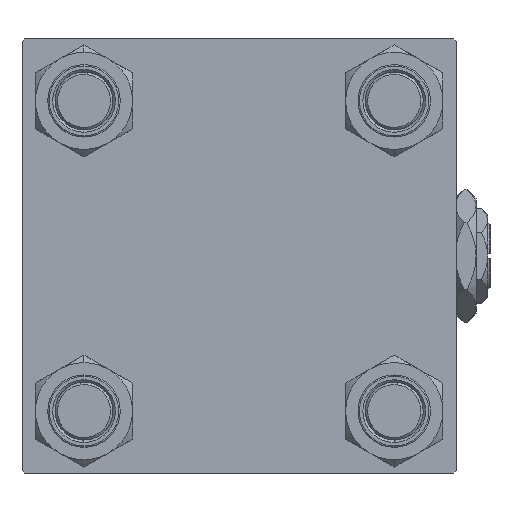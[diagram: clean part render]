
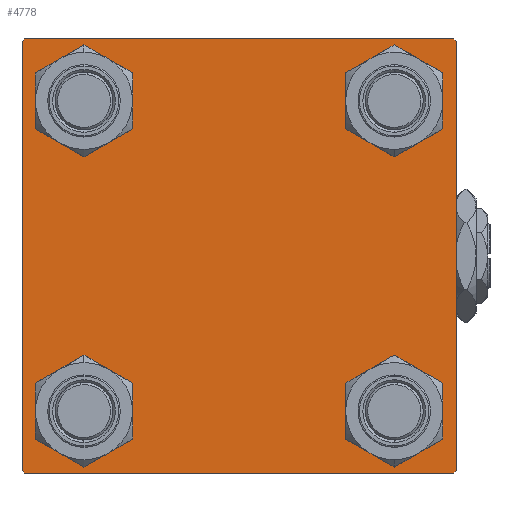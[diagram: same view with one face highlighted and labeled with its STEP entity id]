
A CAD part, left-side view. The second image highlights one B-rep face of the part: STEP entity #4778.
In plain terms, the highlighted planar face has unit normal (-1, 0, 0).
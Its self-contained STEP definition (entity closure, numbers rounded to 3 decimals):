
#268 = VERTEX_POINT ( 'NONE', #31209 ) ;
#751 = VERTEX_POINT ( 'NONE', #17416 ) ;
#1009 = EDGE_LOOP ( 'NONE', ( #12972, #13911 ) ) ;
#1205 = CARTESIAN_POINT ( 'NONE',  ( 0., 32.15, -32.15 ) ) ;
#1351 = LINE ( 'NONE', #33952, #27419 ) ;
#1444 = ORIENTED_EDGE ( 'NONE', *, *, #21676, .T. ) ;
#2183 = CARTESIAN_POINT ( 'NONE',  ( 0., 32.15, 32.15 ) ) ;
#2345 = CARTESIAN_POINT ( 'NONE',  ( 0., 44.75, 44.75 ) ) ;
#2782 = CARTESIAN_POINT ( 'NONE',  ( 0., -32.15, -32.15 ) ) ;
#3993 = CARTESIAN_POINT ( 'NONE',  ( 0., 45., 45. ) ) ;
#4091 = ORIENTED_EDGE ( 'NONE', *, *, #12503, .T. ) ;
#4713 = VERTEX_POINT ( 'NONE', #22230 ) ;
#4778 = ADVANCED_FACE ( 'NONE', ( #47094, #10465, #47885, #44375, #35047 ), #7499, .T. ) ;
#4803 = EDGE_CURVE ( 'NONE', #15081, #34271, #43593, .T. ) ;
#5690 = CARTESIAN_POINT ( 'NONE',  ( 0., 45., 45. ) ) ;
#5748 = ORIENTED_EDGE ( 'NONE', *, *, #29654, .T. ) ;
#5942 = EDGE_CURVE ( 'NONE', #20994, #46398, #1351, .T. ) ;
#5944 = DIRECTION ( 'NONE',  ( 0., 0., 1. ) ) ;
#6386 = LINE ( 'NONE', #30960, #7435 ) ;
#6482 = AXIS2_PLACEMENT_3D ( 'NONE', #1205, #26847, #43155 ) ;
#6916 = DIRECTION ( 'NONE',  ( 0., -1., 0. ) ) ;
#7000 = VERTEX_POINT ( 'NONE', #26281 ) ;
#7125 = VERTEX_POINT ( 'NONE', #10498 ) ;
#7158 = LINE ( 'NONE', #2345, #7191 ) ;
#7191 = VECTOR ( 'NONE', #31729, 1000. ) ;
#7193 = DIRECTION ( 'NONE',  ( 1., 0., 0. ) ) ;
#7315 = ORIENTED_EDGE ( 'NONE', *, *, #21455, .T. ) ;
#7322 = CIRCLE ( 'NONE', #6482, 6.5 ) ;
#7435 = VECTOR ( 'NONE', #6916, 1000. ) ;
#7499 = PLANE ( 'NONE',  #29089 ) ;
#8007 = DIRECTION ( 'NONE',  ( 0., 0., -1. ) ) ;
#8270 = LINE ( 'NONE', #3993, #10677 ) ;
#8689 = CARTESIAN_POINT ( 'NONE',  ( 0., -32.15, 25.65 ) ) ;
#9031 = EDGE_CURVE ( 'NONE', #7000, #17542, #22408, .T. ) ;
#10093 = EDGE_CURVE ( 'NONE', #17542, #7000, #32645, .T. ) ;
#10391 = EDGE_LOOP ( 'NONE', ( #50412, #18888 ) ) ;
#10465 = FACE_BOUND ( 'NONE', #17579, .T. ) ;
#10498 = CARTESIAN_POINT ( 'NONE',  ( 0., -32.15, -25.65 ) ) ;
#10677 = VECTOR ( 'NONE', #17087, 1000. ) ;
#11233 = CARTESIAN_POINT ( 'NONE',  ( 0., -45., -44.5 ) ) ;
#11514 = CARTESIAN_POINT ( 'NONE',  ( 0., -44.75, -44.75 ) ) ;
#12027 = LINE ( 'NONE', #52690, #43986 ) ;
#12208 = LINE ( 'NONE', #45624, #43880 ) ;
#12503 = EDGE_CURVE ( 'NONE', #48032, #31295, #31062, .T. ) ;
#12579 = EDGE_CURVE ( 'NONE', #49485, #751, #7158, .T. ) ;
#12702 = EDGE_CURVE ( 'NONE', #35304, #50365, #12208, .T. ) ;
#12972 = ORIENTED_EDGE ( 'NONE', *, *, #9031, .T. ) ;
#13454 = LINE ( 'NONE', #5690, #48009 ) ;
#13602 = DIRECTION ( 'NONE',  ( 1., 0., 0. ) ) ;
#13911 = ORIENTED_EDGE ( 'NONE', *, *, #10093, .T. ) ;
#13918 = ORIENTED_EDGE ( 'NONE', *, *, #42474, .T. ) ;
#14976 = CARTESIAN_POINT ( 'NONE',  ( 0., 32.15, -25.65 ) ) ;
#15006 = DIRECTION ( 'NONE',  ( 0., 0., 1. ) ) ;
#15081 = VERTEX_POINT ( 'NONE', #19679 ) ;
#15785 = DIRECTION ( 'NONE',  ( -1., 0., 0. ) ) ;
#16056 = CARTESIAN_POINT ( 'NONE',  ( 0., 32.15, 32.15 ) ) ;
#16316 = DIRECTION ( 'NONE',  ( 1., 0., 0. ) ) ;
#16699 = AXIS2_PLACEMENT_3D ( 'NONE', #16056, #16316, #44651 ) ;
#17087 = DIRECTION ( 'NONE',  ( 0., -1., 0. ) ) ;
#17416 = CARTESIAN_POINT ( 'NONE',  ( 0., 45., 44.5 ) ) ;
#17542 = VERTEX_POINT ( 'NONE', #8689 ) ;
#17579 = EDGE_LOOP ( 'NONE', ( #1444, #5748 ) ) ;
#17825 = EDGE_CURVE ( 'NONE', #25286, #268, #26817, .T. ) ;
#18132 = DIRECTION ( 'NONE',  ( 0., 0., 1. ) ) ;
#18745 = DIRECTION ( 'NONE',  ( 0., -0.707, 0.707 ) ) ;
#18888 = ORIENTED_EDGE ( 'NONE', *, *, #22000, .T. ) ;
#19091 = DIRECTION ( 'NONE',  ( 1., 0., 0. ) ) ;
#19319 = ORIENTED_EDGE ( 'NONE', *, *, #12702, .T. ) ;
#19679 = CARTESIAN_POINT ( 'NONE',  ( 0., -44.5, -45. ) ) ;
#20994 = VERTEX_POINT ( 'NONE', #31309 ) ;
#21455 = EDGE_CURVE ( 'NONE', #31295, #48032, #7322, .T. ) ;
#21676 = EDGE_CURVE ( 'NONE', #7125, #4713, #38909, .T. ) ;
#21986 = DIRECTION ( 'NONE',  ( 0., 0., -1. ) ) ;
#22000 = EDGE_CURVE ( 'NONE', #268, #25286, #31207, .T. ) ;
#22230 = CARTESIAN_POINT ( 'NONE',  ( 0., -32.15, -38.65 ) ) ;
#22408 = CIRCLE ( 'NONE', #25819, 6.5 ) ;
#22582 = ORIENTED_EDGE ( 'NONE', *, *, #4803, .T. ) ;
#23792 = EDGE_CURVE ( 'NONE', #49485, #46398, #8270, .T. ) ;
#24523 = EDGE_CURVE ( 'NONE', #20994, #34271, #12027, .T. ) ;
#25286 = VERTEX_POINT ( 'NONE', #52238 ) ;
#25819 = AXIS2_PLACEMENT_3D ( 'NONE', #45071, #32484, #44277 ) ;
#26281 = CARTESIAN_POINT ( 'NONE',  ( 0., -32.15, 38.65 ) ) ;
#26817 = CIRCLE ( 'NONE', #40427, 6.5 ) ;
#26847 = DIRECTION ( 'NONE',  ( 1., 0., 0. ) ) ;
#27419 = VECTOR ( 'NONE', #50289, 1000. ) ;
#27796 = AXIS2_PLACEMENT_3D ( 'NONE', #2782, #19091, #39668 ) ;
#27942 = CIRCLE ( 'NONE', #33049, 6.5 ) ;
#28415 = EDGE_CURVE ( 'NONE', #50365, #15081, #6386, .T. ) ;
#29089 = AXIS2_PLACEMENT_3D ( 'NONE', #32077, #15785, #15006 ) ;
#29654 = EDGE_CURVE ( 'NONE', #4713, #7125, #27942, .T. ) ;
#30086 = DIRECTION ( 'NONE',  ( 1., 0., 0. ) ) ;
#30647 = ORIENTED_EDGE ( 'NONE', *, *, #28415, .T. ) ;
#30782 = DIRECTION ( 'NONE',  ( 1., 0., 0. ) ) ;
#30960 = CARTESIAN_POINT ( 'NONE',  ( 0., 45., -45. ) ) ;
#31062 = CIRCLE ( 'NONE', #32760, 6.5 ) ;
#31207 = CIRCLE ( 'NONE', #16699, 6.5 ) ;
#31209 = CARTESIAN_POINT ( 'NONE',  ( 0., 32.15, 25.65 ) ) ;
#31295 = VERTEX_POINT ( 'NONE', #14976 ) ;
#31309 = CARTESIAN_POINT ( 'NONE',  ( 0., -45., 44.5 ) ) ;
#31324 = ORIENTED_EDGE ( 'NONE', *, *, #23792, .F. ) ;
#31729 = DIRECTION ( 'NONE',  ( 0., 0.707, -0.707 ) ) ;
#32077 = CARTESIAN_POINT ( 'NONE',  ( 0., 0., 0. ) ) ;
#32484 = DIRECTION ( 'NONE',  ( 1., 0., 0. ) ) ;
#32645 = CIRCLE ( 'NONE', #43778, 6.5 ) ;
#32760 = AXIS2_PLACEMENT_3D ( 'NONE', #41933, #13602, #18132 ) ;
#33049 = AXIS2_PLACEMENT_3D ( 'NONE', #48607, #7193, #51867 ) ;
#33190 = CARTESIAN_POINT ( 'NONE',  ( 0., 44.5, 45. ) ) ;
#33569 = DIRECTION ( 'NONE',  ( 0., 0., 1. ) ) ;
#33952 = CARTESIAN_POINT ( 'NONE',  ( 0., -44.75, 44.75 ) ) ;
#34271 = VERTEX_POINT ( 'NONE', #11233 ) ;
#35047 = FACE_OUTER_BOUND ( 'NONE', #38556, .T. ) ;
#35304 = VERTEX_POINT ( 'NONE', #52883 ) ;
#36963 = ORIENTED_EDGE ( 'NONE', *, *, #24523, .F. ) ;
#38556 = EDGE_LOOP ( 'NONE', ( #13918, #19319, #30647, #22582, #36963, #38560, #31324, #39466 ) ) ;
#38560 = ORIENTED_EDGE ( 'NONE', *, *, #5942, .T. ) ;
#38909 = CIRCLE ( 'NONE', #27796, 6.5 ) ;
#39466 = ORIENTED_EDGE ( 'NONE', *, *, #12579, .T. ) ;
#39668 = DIRECTION ( 'NONE',  ( 0., 0., 1. ) ) ;
#40281 = DIRECTION ( 'NONE',  ( 0., -0.707, -0.707 ) ) ;
#40427 = AXIS2_PLACEMENT_3D ( 'NONE', #2183, #30782, #5944 ) ;
#41064 = VECTOR ( 'NONE', #18745, 1000. ) ;
#41933 = CARTESIAN_POINT ( 'NONE',  ( 0., 32.15, -32.15 ) ) ;
#42474 = EDGE_CURVE ( 'NONE', #751, #35304, #13454, .T. ) ;
#43155 = DIRECTION ( 'NONE',  ( 0., 0., 1. ) ) ;
#43593 = LINE ( 'NONE', #11514, #41064 ) ;
#43778 = AXIS2_PLACEMENT_3D ( 'NONE', #45894, #30086, #33569 ) ;
#43880 = VECTOR ( 'NONE', #40281, 1000. ) ;
#43986 = VECTOR ( 'NONE', #8007, 1000. ) ;
#44277 = DIRECTION ( 'NONE',  ( 0., 0., 1. ) ) ;
#44375 = FACE_BOUND ( 'NONE', #10391, .T. ) ;
#44651 = DIRECTION ( 'NONE',  ( 0., 0., 1. ) ) ;
#45071 = CARTESIAN_POINT ( 'NONE',  ( 0., -32.15, 32.15 ) ) ;
#45624 = CARTESIAN_POINT ( 'NONE',  ( 0., 44.75, -44.75 ) ) ;
#45798 = CARTESIAN_POINT ( 'NONE',  ( 0., 44.5, -45. ) ) ;
#45894 = CARTESIAN_POINT ( 'NONE',  ( 0., -32.15, 32.15 ) ) ;
#46398 = VERTEX_POINT ( 'NONE', #52129 ) ;
#47094 = FACE_BOUND ( 'NONE', #1009, .T. ) ;
#47885 = FACE_BOUND ( 'NONE', #52744, .T. ) ;
#48009 = VECTOR ( 'NONE', #21986, 1000. ) ;
#48032 = VERTEX_POINT ( 'NONE', #52623 ) ;
#48607 = CARTESIAN_POINT ( 'NONE',  ( 0., -32.15, -32.15 ) ) ;
#49485 = VERTEX_POINT ( 'NONE', #33190 ) ;
#50289 = DIRECTION ( 'NONE',  ( 0., 0.707, 0.707 ) ) ;
#50365 = VERTEX_POINT ( 'NONE', #45798 ) ;
#50412 = ORIENTED_EDGE ( 'NONE', *, *, #17825, .T. ) ;
#51867 = DIRECTION ( 'NONE',  ( 0., 0., 1. ) ) ;
#52129 = CARTESIAN_POINT ( 'NONE',  ( 0., -44.5, 45. ) ) ;
#52238 = CARTESIAN_POINT ( 'NONE',  ( 0., 32.15, 38.65 ) ) ;
#52623 = CARTESIAN_POINT ( 'NONE',  ( 0., 32.15, -38.65 ) ) ;
#52690 = CARTESIAN_POINT ( 'NONE',  ( 0., -45., 45. ) ) ;
#52744 = EDGE_LOOP ( 'NONE', ( #7315, #4091 ) ) ;
#52883 = CARTESIAN_POINT ( 'NONE',  ( 0., 45., -44.5 ) ) ;
